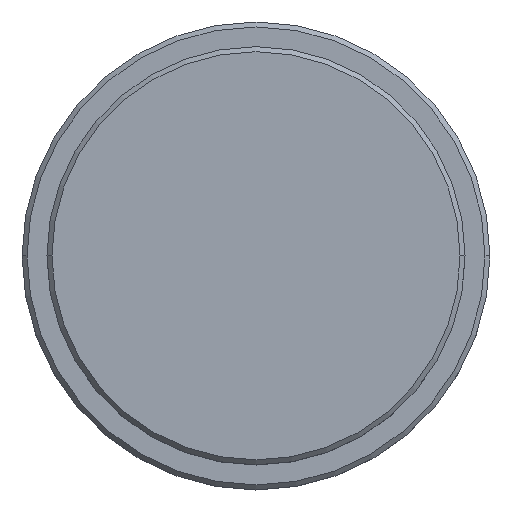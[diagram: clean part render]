
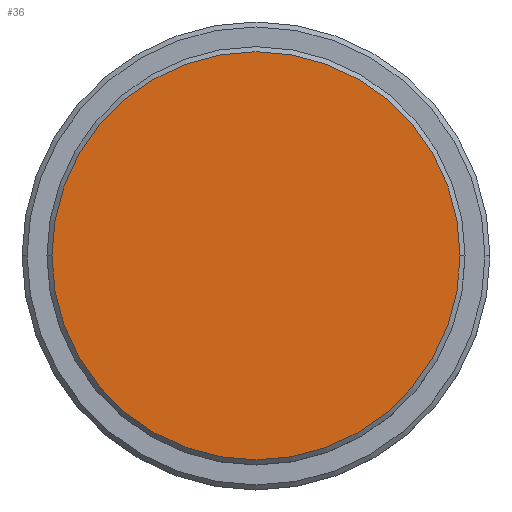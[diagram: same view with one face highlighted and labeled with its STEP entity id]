
A CAD part, top view. The second image highlights one B-rep face of the part: STEP entity #36.
In plain terms, the highlighted planar face has unit normal (0, 0, 1).
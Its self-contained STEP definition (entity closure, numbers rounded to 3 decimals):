
#5 = VERTEX_POINT ( 'NONE', #788 ) ;
#6 = DIRECTION ( 'NONE',  ( 0., 0., 1. ) ) ;
#36 = ADVANCED_FACE ( 'NONE', ( #889 ), #1327, .T. ) ;
#79 = ORIENTED_EDGE ( 'NONE', *, *, #1353, .T. ) ;
#99 = VERTEX_POINT ( 'NONE', #998 ) ;
#240 = DIRECTION ( 'NONE',  ( 1., 0., 0. ) ) ;
#264 = DIRECTION ( 'NONE',  ( 1., 0., 0. ) ) ;
#286 = CIRCLE ( 'NONE', #1066, 20.5 ) ;
#320 = DIRECTION ( 'NONE',  ( 1., 0., 0. ) ) ;
#375 = CARTESIAN_POINT ( 'NONE',  ( 0., 0., 0. ) ) ;
#433 = ORIENTED_EDGE ( 'NONE', *, *, #986, .T. ) ;
#547 = CARTESIAN_POINT ( 'NONE',  ( 0., 0., 0. ) ) ;
#640 = CIRCLE ( 'NONE', #1343, 20.5 ) ;
#788 = CARTESIAN_POINT ( 'NONE',  ( 20.5, 0., 0. ) ) ;
#889 = FACE_OUTER_BOUND ( 'NONE', #1106, .T. ) ;
#916 = AXIS2_PLACEMENT_3D ( 'NONE', #375, #929, #264 ) ;
#929 = DIRECTION ( 'NONE',  ( 0., 0., 1. ) ) ;
#966 = DIRECTION ( 'NONE',  ( 0., 0., 1. ) ) ;
#986 = EDGE_CURVE ( 'NONE', #5, #99, #286, .T. ) ;
#998 = CARTESIAN_POINT ( 'NONE',  ( -20.5, 0., 0. ) ) ;
#1066 = AXIS2_PLACEMENT_3D ( 'NONE', #1211, #966, #320 ) ;
#1106 = EDGE_LOOP ( 'NONE', ( #79, #433 ) ) ;
#1211 = CARTESIAN_POINT ( 'NONE',  ( 0., 0., 0. ) ) ;
#1327 = PLANE ( 'NONE',  #916 ) ;
#1343 = AXIS2_PLACEMENT_3D ( 'NONE', #547, #6, #240 ) ;
#1353 = EDGE_CURVE ( 'NONE', #99, #5, #640, .T. ) ;
